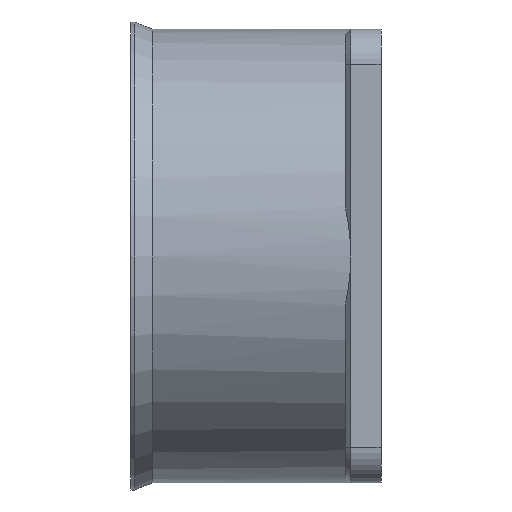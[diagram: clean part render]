
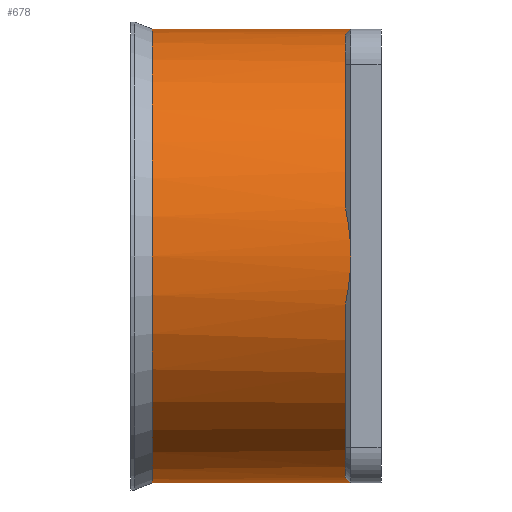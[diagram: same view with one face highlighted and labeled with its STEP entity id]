
A CAD part, left-side view. The second image highlights one B-rep face of the part: STEP entity #678.
In plain terms, the highlighted cylindrical face has radius 31.75 mm (diameter 63.5 mm), a full revolution.
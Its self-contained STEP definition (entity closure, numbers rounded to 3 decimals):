
#34=CYLINDRICAL_SURFACE('',#768,31.75);
#56=CIRCLE('',#762,31.75);
#59=CIRCLE('',#765,31.75);
#61=CIRCLE('',#769,31.75);
#62=CIRCLE('',#770,31.75);
#63=CIRCLE('',#771,31.75);
#64=CIRCLE('',#772,31.75);
#110=FACE_OUTER_BOUND('',#152,.T.);
#152=EDGE_LOOP('',(#539,#540,#541,#542,#543,#544,#545,#546,#547,#548,#549,
#550,#551,#552,#553,#554));
#224=LINE('',#1166,#272);
#272=VECTOR('',#946,31.75);
#282=ELLIPSE('',#722,44.901,31.75);
#283=ELLIPSE('',#727,44.901,31.75);
#284=ELLIPSE('',#733,44.901,31.75);
#285=ELLIPSE('',#738,44.901,31.75);
#286=ELLIPSE('',#743,44.901,31.75);
#287=ELLIPSE('',#748,44.901,31.75);
#288=ELLIPSE('',#753,44.901,31.75);
#289=ELLIPSE('',#758,44.901,31.75);
#290=VERTEX_POINT('',#1040);
#291=VERTEX_POINT('',#1041);
#296=VERTEX_POINT('',#1055);
#297=VERTEX_POINT('',#1056);
#304=VERTEX_POINT('',#1079);
#308=VERTEX_POINT('',#1091);
#309=VERTEX_POINT('',#1092);
#313=VERTEX_POINT('',#1107);
#314=VERTEX_POINT('',#1108);
#318=VERTEX_POINT('',#1121);
#322=VERTEX_POINT('',#1135);
#325=VERTEX_POINT('',#1146);
#326=VERTEX_POINT('',#1152);
#327=VERTEX_POINT('',#1153);
#349=EDGE_CURVE('',#290,#291,#282,.F.);
#356=EDGE_CURVE('',#296,#297,#283,.F.);
#368=EDGE_CURVE('',#296,#304,#284,.T.);
#374=EDGE_CURVE('',#308,#309,#285,.F.);
#382=EDGE_CURVE('',#313,#314,#286,.F.);
#389=EDGE_CURVE('',#291,#318,#287,.F.);
#396=EDGE_CURVE('',#308,#322,#288,.T.);
#402=EDGE_CURVE('',#314,#325,#289,.F.);
#405=EDGE_CURVE('',#326,#327,#56,.T.);
#409=EDGE_CURVE('',#327,#326,#59,.T.);
#412=EDGE_CURVE('',#327,#314,#224,.T.);
#413=EDGE_CURVE('',#318,#313,#61,.T.);
#414=EDGE_CURVE('',#297,#290,#62,.T.);
#415=EDGE_CURVE('',#309,#304,#63,.T.);
#416=EDGE_CURVE('',#325,#322,#64,.T.);
#539=ORIENTED_EDGE('',*,*,#405,.T.);
#540=ORIENTED_EDGE('',*,*,#412,.T.);
#541=ORIENTED_EDGE('',*,*,#382,.F.);
#542=ORIENTED_EDGE('',*,*,#413,.F.);
#543=ORIENTED_EDGE('',*,*,#389,.F.);
#544=ORIENTED_EDGE('',*,*,#349,.F.);
#545=ORIENTED_EDGE('',*,*,#414,.F.);
#546=ORIENTED_EDGE('',*,*,#356,.F.);
#547=ORIENTED_EDGE('',*,*,#368,.T.);
#548=ORIENTED_EDGE('',*,*,#415,.F.);
#549=ORIENTED_EDGE('',*,*,#374,.F.);
#550=ORIENTED_EDGE('',*,*,#396,.T.);
#551=ORIENTED_EDGE('',*,*,#416,.F.);
#552=ORIENTED_EDGE('',*,*,#402,.F.);
#553=ORIENTED_EDGE('',*,*,#412,.F.);
#554=ORIENTED_EDGE('',*,*,#409,.T.);
#678=ADVANCED_FACE('',(#110),#34,.T.);
#722=AXIS2_PLACEMENT_3D('',#1042,#814,#815);
#727=AXIS2_PLACEMENT_3D('',#1057,#828,#829);
#733=AXIS2_PLACEMENT_3D('',#1080,#850,#851);
#738=AXIS2_PLACEMENT_3D('',#1093,#863,#864);
#743=AXIS2_PLACEMENT_3D('',#1109,#879,#880);
#748=AXIS2_PLACEMENT_3D('',#1122,#893,#894);
#753=AXIS2_PLACEMENT_3D('',#1136,#908,#909);
#758=AXIS2_PLACEMENT_3D('',#1147,#921,#922);
#762=AXIS2_PLACEMENT_3D('',#1154,#930,#931);
#765=AXIS2_PLACEMENT_3D('',#1160,#937,#938);
#768=AXIS2_PLACEMENT_3D('',#1165,#944,#945);
#769=AXIS2_PLACEMENT_3D('',#1167,#947,#948);
#770=AXIS2_PLACEMENT_3D('',#1168,#949,#950);
#771=AXIS2_PLACEMENT_3D('',#1169,#951,#952);
#772=AXIS2_PLACEMENT_3D('',#1170,#953,#954);
#814=DIRECTION('center_axis',(0.,0.707,0.707));
#815=DIRECTION('ref_axis',(0.,0.707,-0.707));
#828=DIRECTION('center_axis',(0.707,0.707,0.));
#829=DIRECTION('ref_axis',(0.707,-0.707,0.));
#850=DIRECTION('center_axis',(0.707,0.707,0.));
#851=DIRECTION('ref_axis',(0.707,-0.707,0.));
#863=DIRECTION('center_axis',(0.,0.707,-0.707));
#864=DIRECTION('ref_axis',(0.,-0.707,-0.707));
#879=DIRECTION('center_axis',(-0.707,0.707,0.));
#880=DIRECTION('ref_axis',(0.707,0.707,0.));
#893=DIRECTION('center_axis',(0.,0.707,0.707));
#894=DIRECTION('ref_axis',(0.,0.707,-0.707));
#908=DIRECTION('center_axis',(0.,0.707,-0.707));
#909=DIRECTION('ref_axis',(0.,-0.707,-0.707));
#921=DIRECTION('center_axis',(-0.707,0.707,0.));
#922=DIRECTION('ref_axis',(0.707,0.707,0.));
#930=DIRECTION('center_axis',(0.,-1.,0.));
#931=DIRECTION('ref_axis',(1.,0.,0.));
#937=DIRECTION('center_axis',(0.,-1.,0.));
#938=DIRECTION('ref_axis',(1.,0.,0.));
#944=DIRECTION('center_axis',(0.,1.,0.));
#945=DIRECTION('ref_axis',(1.,0.,0.));
#946=DIRECTION('',(0.,-1.,0.));
#947=DIRECTION('center_axis',(0.,-1.,0.));
#948=DIRECTION('ref_axis',(1.,0.,0.));
#949=DIRECTION('center_axis',(0.,-1.,0.));
#950=DIRECTION('ref_axis',(1.,0.,0.));
#951=DIRECTION('center_axis',(0.,-1.,0.));
#952=DIRECTION('ref_axis',(1.,0.,0.));
#953=DIRECTION('center_axis',(0.,-1.,0.));
#954=DIRECTION('ref_axis',(1.,0.,0.));
#1040=CARTESIAN_POINT('',(6.86,5.,31.));
#1041=CARTESIAN_POINT('',(0.,4.25,31.75));
#1042=CARTESIAN_POINT('Origin',(0.,36.,0.));
#1055=CARTESIAN_POINT('',(31.75,4.25,0.));
#1056=CARTESIAN_POINT('',(31.,5.,6.86));
#1057=CARTESIAN_POINT('Origin',(0.,36.,0.));
#1079=CARTESIAN_POINT('',(31.,5.,-6.86));
#1080=CARTESIAN_POINT('Origin',(0.,36.,0.));
#1091=CARTESIAN_POINT('',(0.,4.25,-31.75));
#1092=CARTESIAN_POINT('',(6.86,5.,-31.));
#1093=CARTESIAN_POINT('Origin',(0.,36.,0.));
#1107=CARTESIAN_POINT('',(-31.,5.,6.86));
#1108=CARTESIAN_POINT('',(-31.75,4.25,0.));
#1109=CARTESIAN_POINT('Origin',(0.,36.,0.));
#1121=CARTESIAN_POINT('',(-6.86,5.,31.));
#1122=CARTESIAN_POINT('Origin',(0.,36.,0.));
#1135=CARTESIAN_POINT('',(-6.86,5.,-31.));
#1136=CARTESIAN_POINT('Origin',(0.,36.,0.));
#1146=CARTESIAN_POINT('',(-31.,5.,-6.86));
#1147=CARTESIAN_POINT('Origin',(0.,36.,0.));
#1152=CARTESIAN_POINT('',(0.,32.,-31.75));
#1153=CARTESIAN_POINT('',(-31.75,32.,0.));
#1154=CARTESIAN_POINT('Origin',(0.,32.,0.));
#1160=CARTESIAN_POINT('Origin',(0.,32.,0.));
#1165=CARTESIAN_POINT('Origin',(0.,5.,0.));
#1166=CARTESIAN_POINT('',(-31.75,5.,0.));
#1167=CARTESIAN_POINT('Origin',(0.,5.,0.));
#1168=CARTESIAN_POINT('Origin',(0.,5.,0.));
#1169=CARTESIAN_POINT('Origin',(0.,5.,0.));
#1170=CARTESIAN_POINT('Origin',(0.,5.,0.));
